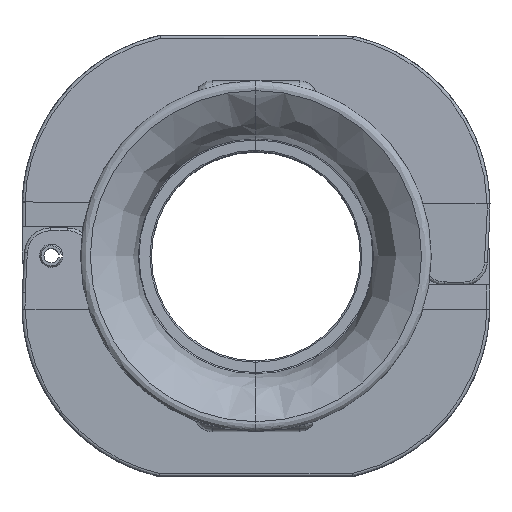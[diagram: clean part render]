
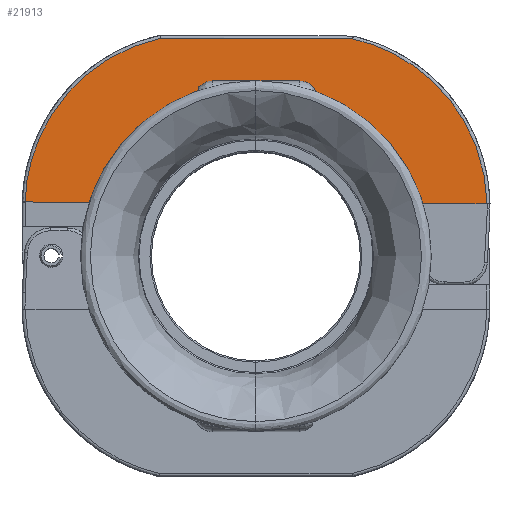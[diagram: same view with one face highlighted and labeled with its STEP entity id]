
A CAD part, top view. The second image highlights one B-rep face of the part: STEP entity #21913.
In plain terms, the highlighted planar face has unit normal (0, 0.018, 1).
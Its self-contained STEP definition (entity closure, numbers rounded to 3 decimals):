
#3251 = LINE ( 'NONE', #48626, #57099 ) ;
#5326 = FACE_OUTER_BOUND ( 'NONE', #12585, .T. ) ;
#6320 = ORIENTED_EDGE ( 'NONE', *, *, #58824, .T. ) ;
#6566 = AXIS2_PLACEMENT_3D ( 'NONE', #54318, #23051, #59561 ) ;
#8501 = CARTESIAN_POINT ( 'NONE',  ( -32.626, 149.885, 22.019 ) ) ;
#9695 =( BOUNDED_CURVE ( )  B_SPLINE_CURVE ( 3, ( #8501, #39742, #24191, #60706 ),
 .UNSPECIFIED., .F., .F. ) 
 B_SPLINE_CURVE_WITH_KNOTS ( ( 4, 4 ),
 ( 3.362, 4.689 ),
 .UNSPECIFIED. ) 
 CURVE ( )  GEOMETRIC_REPRESENTATION_ITEM ( )  RATIONAL_B_SPLINE_CURVE ( ( 1., 0.859, 0.859, 1. ) ) 
 REPRESENTATION_ITEM ( '' )  );
#9936 = CARTESIAN_POINT ( 'NONE',  ( 0.065, 93.592, 23. ) ) ;
#12197 = ORIENTED_EDGE ( 'NONE', *, *, #49714, .F. ) ;
#12585 = EDGE_LOOP ( 'NONE', ( #64289, #42560, #37227, #6320, #12197, #60211, #58909 ) ) ;
#13719 = VERTEX_POINT ( 'NONE', #35924 ) ;
#15354 = LINE ( 'NONE', #9936, #67520 ) ;
#15970 = CIRCLE ( 'NONE', #6566, 56.771 ) ;
#16230 = EDGE_CURVE ( 'NONE', #45318, #13719, #3251, .T. ) ;
#16728 = VERTEX_POINT ( 'NONE', #40445 ) ;
#17651 = CARTESIAN_POINT ( 'NONE',  ( 0.065, 93.592, 23. ) ) ;
#18512 = EDGE_CURVE ( 'NONE', #16728, #20268, #15354, .T. ) ;
#19802 = CARTESIAN_POINT ( 'NONE',  ( 33.154, 149.652, 22.019 ) ) ;
#20268 = VERTEX_POINT ( 'NONE', #43787 ) ;
#21913 = ADVANCED_FACE ( 'NONE', ( #5326 ), #46956, .T. ) ;
#23051 = DIRECTION ( 'NONE',  ( 0., -0.017, -1. ) ) ;
#23590 = DIRECTION ( 'NONE',  ( 0., -0.017, -1. ) ) ;
#24191 = CARTESIAN_POINT ( 'NONE',  ( -78.165, 122.079, 22.508 ) ) ;
#24953 = CARTESIAN_POINT ( 'NONE',  ( 0.202, 132.421, 22.322 ) ) ;
#27182 = CARTESIAN_POINT ( 'NONE',  ( 33.154, 149.652, 22.019 ) ) ;
#27743 = EDGE_CURVE ( 'NONE', #41522, #43326, #15970, .T. ) ;
#28959 = CARTESIAN_POINT ( 'NONE',  ( -78.935, 93.872, 23. ) ) ;
#30053 = CARTESIAN_POINT ( 'NONE',  ( 78.494, 121.523, 22.508 ) ) ;
#31778 = EDGE_CURVE ( 'NONE', #43326, #20268, #46022, .T. ) ;
#34337 = VECTOR ( 'NONE', #59365, 1000. ) ;
#35254 =( BOUNDED_CURVE ( )  B_SPLINE_CURVE ( 3, ( #45836, #30053, #51083, #19802 ),
 .UNSPECIFIED., .F., .F. ) 
 B_SPLINE_CURVE_WITH_KNOTS ( ( 4, 4 ),
 ( 1.595, 2.922 ),
 .UNSPECIFIED. ) 
 CURVE ( )  GEOMETRIC_REPRESENTATION_ITEM ( )  RATIONAL_B_SPLINE_CURVE ( ( 1., 0.859, 0.859, 1. ) ) 
 REPRESENTATION_ITEM ( '' )  );
#35924 = CARTESIAN_POINT ( 'NONE',  ( -32.626, 149.885, 22.019 ) ) ;
#36445 = CARTESIAN_POINT ( 'NONE',  ( 0.065, 93.592, 23. ) ) ;
#37227 = ORIENTED_EDGE ( 'NONE', *, *, #16230, .T. ) ;
#39742 = CARTESIAN_POINT ( 'NONE',  ( -60.185, 143.826, 22.127 ) ) ;
#40445 = CARTESIAN_POINT ( 'NONE',  ( 79.064, 93.311, 23. ) ) ;
#41522 = VERTEX_POINT ( 'NONE', #59062 ) ;
#42560 = ORIENTED_EDGE ( 'NONE', *, *, #42944, .T. ) ;
#42944 = EDGE_CURVE ( 'NONE', #16728, #45318, #35254, .T. ) ;
#43326 = VERTEX_POINT ( 'NONE', #24953 ) ;
#43787 = CARTESIAN_POINT ( 'NONE',  ( 53.928, 93.401, 23. ) ) ;
#45318 = VERTEX_POINT ( 'NONE', #27182 ) ;
#45836 = CARTESIAN_POINT ( 'NONE',  ( 79.064, 93.311, 23. ) ) ;
#46022 = CIRCLE ( 'NONE', #50477, 56.771 ) ;
#46956 = PLANE ( 'NONE',  #55365 ) ;
#48179 = LINE ( 'NONE', #17651, #34337 ) ;
#48626 = CARTESIAN_POINT ( 'NONE',  ( 0.264, 149.769, 22.019 ) ) ;
#49714 = EDGE_CURVE ( 'NONE', #41522, #52122, #48179, .T. ) ;
#50477 = AXIS2_PLACEMENT_3D ( 'NONE', #54856, #23590, #60110 ) ;
#51083 = CARTESIAN_POINT ( 'NONE',  ( 60.669, 143.398, 22.127 ) ) ;
#52122 = VERTEX_POINT ( 'NONE', #28959 ) ;
#54068 = DIRECTION ( 'NONE',  ( -1., 0.004, 0. ) ) ;
#54318 = CARTESIAN_POINT ( 'NONE',  ( 0.001, 75.659, 23.313 ) ) ;
#54856 = CARTESIAN_POINT ( 'NONE',  ( 0.001, 75.659, 23.313 ) ) ;
#55365 = AXIS2_PLACEMENT_3D ( 'NONE', #36445, #67659, #62401 ) ;
#57099 = VECTOR ( 'NONE', #54068, 1000. ) ;
#58824 = EDGE_CURVE ( 'NONE', #13719, #52122, #9695, .T. ) ;
#58909 = ORIENTED_EDGE ( 'NONE', *, *, #31778, .T. ) ;
#59062 = CARTESIAN_POINT ( 'NONE',  ( -53.799, 93.783, 23. ) ) ;
#59365 = DIRECTION ( 'NONE',  ( -1., 0.004, 0. ) ) ;
#59561 = DIRECTION ( 'NONE',  ( 0.004, 1., -0.017 ) ) ;
#60110 = DIRECTION ( 'NONE',  ( 0.004, 1., -0.017 ) ) ;
#60211 = ORIENTED_EDGE ( 'NONE', *, *, #27743, .T. ) ;
#60706 = CARTESIAN_POINT ( 'NONE',  ( -78.935, 93.872, 23. ) ) ;
#61222 = DIRECTION ( 'NONE',  ( -1., 0.004, 0. ) ) ;
#62401 = DIRECTION ( 'NONE',  ( 0.004, 1., -0.017 ) ) ;
#64289 = ORIENTED_EDGE ( 'NONE', *, *, #18512, .F. ) ;
#67520 = VECTOR ( 'NONE', #61222, 1000. ) ;
#67659 = DIRECTION ( 'NONE',  ( 0., 0.017, 1. ) ) ;
